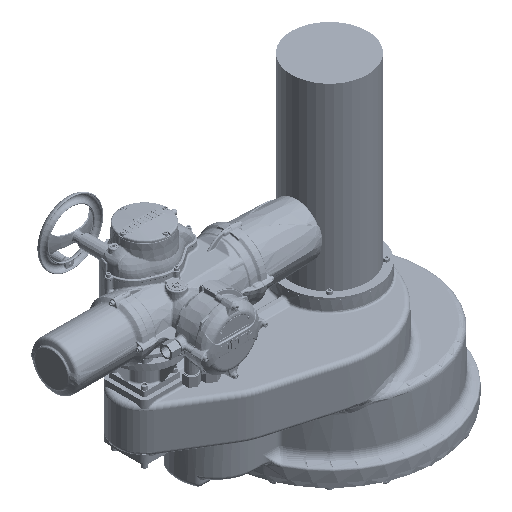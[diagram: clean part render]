
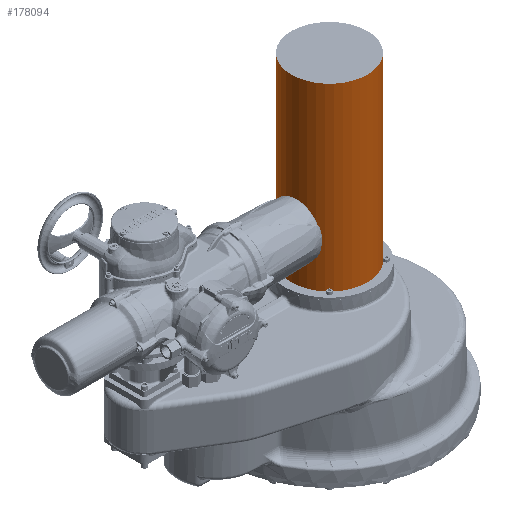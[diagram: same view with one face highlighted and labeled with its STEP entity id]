
A CAD part, isometric view. The second image highlights one B-rep face of the part: STEP entity #178094.
In plain terms, the highlighted cylindrical face has radius 125 mm (diameter 250 mm), a full revolution.
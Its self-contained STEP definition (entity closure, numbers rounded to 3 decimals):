
#12729=CYLINDRICAL_SURFACE('',#186739,125.);
#25020=ORIENTED_EDGE('',*,*,#63031,.T.);
#25021=ORIENTED_EDGE('',*,*,#63030,.F.);
#63030=EDGE_CURVE('',#82110,#82110,#94032,.T.);
#63031=EDGE_CURVE('',#82111,#82111,#94033,.T.);
#82110=VERTEX_POINT('',#232362);
#82111=VERTEX_POINT('',#232366);
#94032=CIRCLE('',#186737,125.);
#94033=CIRCLE('',#186740,125.);
#100720=EDGE_LOOP('',(#25020));
#100721=EDGE_LOOP('',(#25021));
#109985=FACE_BOUND('',#100720,.T.);
#109986=FACE_BOUND('',#100721,.T.);
#178094=ADVANCED_FACE('',(#109985,#109986),#12729,.T.);
#186737=AXIS2_PLACEMENT_3D('',#232361,#200072,#200073);
#186739=AXIS2_PLACEMENT_3D('',#232364,#200076,#200077);
#186740=AXIS2_PLACEMENT_3D('',#232365,#200078,#200079);
#200072=DIRECTION('',(0.,0.,-1.));
#200073=DIRECTION('',(1.,0.,0.));
#200076=DIRECTION('',(0.,0.,-1.));
#200077=DIRECTION('',(-1.,0.,0.));
#200078=DIRECTION('',(0.,0.,-1.));
#200079=DIRECTION('',(1.,0.,0.));
#232361=CARTESIAN_POINT('',(0.,0.,7.));
#232362=CARTESIAN_POINT('',(125.,0.,7.));
#232364=CARTESIAN_POINT('',(0.,0.,600.));
#232365=CARTESIAN_POINT('',(0.,0.,600.));
#232366=CARTESIAN_POINT('',(125.,0.,600.));
